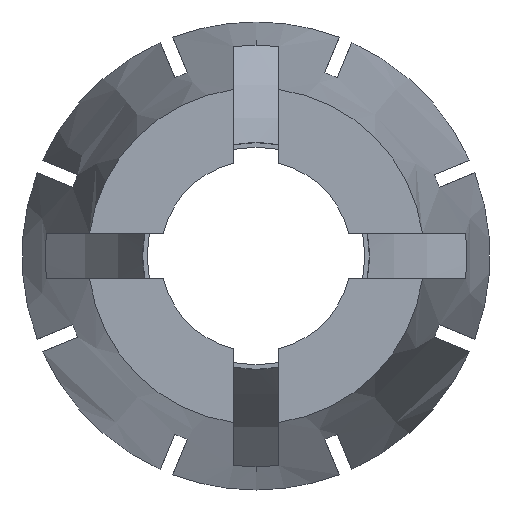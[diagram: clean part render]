
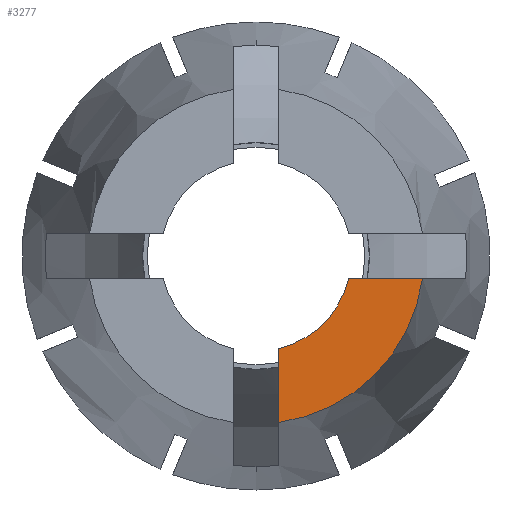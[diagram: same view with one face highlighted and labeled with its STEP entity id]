
A CAD part, left-side view. The second image highlights one B-rep face of the part: STEP entity #3277.
In plain terms, the highlighted planar face has unit normal (-1, 0, 0).
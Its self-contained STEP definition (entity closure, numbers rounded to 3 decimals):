
#1 = CIRCLE ( 'NONE', #2540, 9.268 ) ;
#12 = EDGE_CURVE ( 'NONE', #3294, #3642, #2428, .T. ) ;
#21 = CARTESIAN_POINT ( 'NONE',  ( -34., -1.25, 0. ) ) ;
#73 = VERTEX_POINT ( 'NONE', #3200 ) ;
#208 = AXIS2_PLACEMENT_3D ( 'NONE', #1668, #2054, #2388 ) ;
#268 = EDGE_CURVE ( 'NONE', #73, #3642, #1, .T. ) ;
#526 = EDGE_CURVE ( 'NONE', #3094, #3294, #800, .T. ) ;
#753 = PLANE ( 'NONE',  #3894 ) ;
#755 = CARTESIAN_POINT ( 'NONE',  ( -34., 0., 0. ) ) ;
#769 = CARTESIAN_POINT ( 'NONE',  ( -34., -1.25, -5.114 ) ) ;
#770 = DIRECTION ( 'NONE',  ( 1., 0., 0. ) ) ;
#792 = DIRECTION ( 'NONE',  ( 0., 0., -1. ) ) ;
#800 = CIRCLE ( 'NONE', #208, 5.265 ) ;
#1070 = CARTESIAN_POINT ( 'NONE',  ( -34., -9.268, 0. ) ) ;
#1071 = DIRECTION ( 'NONE',  ( 0., 0., -1. ) ) ;
#1391 = DIRECTION ( 'NONE',  ( 0., 0., 1. ) ) ;
#1461 = ORIENTED_EDGE ( 'NONE', *, *, #526, .T. ) ;
#1602 = CARTESIAN_POINT ( 'NONE',  ( -34., -5.114, -1.25 ) ) ;
#1668 = CARTESIAN_POINT ( 'NONE',  ( -34., 0., 0. ) ) ;
#2054 = DIRECTION ( 'NONE',  ( 1., 0., 0. ) ) ;
#2082 = EDGE_LOOP ( 'NONE', ( #1461, #3767, #3044, #2161 ) ) ;
#2161 = ORIENTED_EDGE ( 'NONE', *, *, #3424, .F. ) ;
#2304 = VECTOR ( 'NONE', #3542, 1000. ) ;
#2388 = DIRECTION ( 'NONE',  ( 0., 0., -1. ) ) ;
#2408 = LINE ( 'NONE', #3860, #2304 ) ;
#2422 = CARTESIAN_POINT ( 'NONE',  ( -34., -1.25, -9.183 ) ) ;
#2428 = LINE ( 'NONE', #21, #3970 ) ;
#2540 = AXIS2_PLACEMENT_3D ( 'NONE', #755, #770, #792 ) ;
#3044 = ORIENTED_EDGE ( 'NONE', *, *, #268, .F. ) ;
#3094 = VERTEX_POINT ( 'NONE', #1602 ) ;
#3200 = CARTESIAN_POINT ( 'NONE',  ( -34., -9.183, -1.25 ) ) ;
#3277 = ADVANCED_FACE ( 'NONE', ( #3505 ), #753, .T. ) ;
#3294 = VERTEX_POINT ( 'NONE', #769 ) ;
#3297 = DIRECTION ( 'NONE',  ( -1., 0., 0. ) ) ;
#3424 = EDGE_CURVE ( 'NONE', #3094, #73, #2408, .T. ) ;
#3505 = FACE_OUTER_BOUND ( 'NONE', #2082, .T. ) ;
#3542 = DIRECTION ( 'NONE',  ( 0., -1., 0. ) ) ;
#3642 = VERTEX_POINT ( 'NONE', #2422 ) ;
#3767 = ORIENTED_EDGE ( 'NONE', *, *, #12, .T. ) ;
#3860 = CARTESIAN_POINT ( 'NONE',  ( -34., -9.268, -1.25 ) ) ;
#3894 = AXIS2_PLACEMENT_3D ( 'NONE', #1070, #3297, #1391 ) ;
#3970 = VECTOR ( 'NONE', #1071, 1000. ) ;
